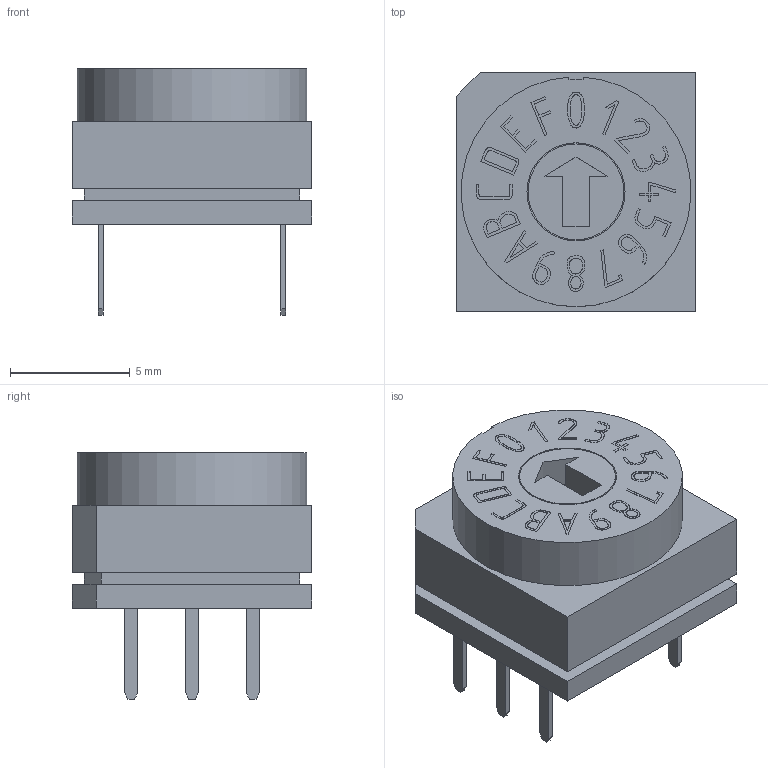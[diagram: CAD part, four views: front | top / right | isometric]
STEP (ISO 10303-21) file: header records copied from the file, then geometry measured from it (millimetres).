
FILE_DESCRIPTION(/* description */ ('Unknown'),/* implementation_level */ '2;1');
FILE_NAME(/* name */ 'SW_Wurth_WS-ROTV_428527320916',/* time_stamp */ '2025-09-17T17:55:01+08:00',/* author */ ('Unknown'),/* organization */ ('Unknown'),/* preprocessor_version */ 'ST-DEVELOPER v19.4',/* originating_system */ 'Solid Edge',/* authorisation */ 'Unknown');
FILE_SCHEMA (('AUTOMOTIVE_DESIGN {1 0 10303 214 3 1 1}'));
Length unit declared in the file: millimetre
Products named in the file (2): SW_Wurth_WS-ROTV_428527320916
Assembly tree (1 placements, depth 2):
  SW_Wurth_WS-ROTV_428527320916
    SW_Wurth_WS-ROTV_428527320916
Bounding box: 10 x 10 x 10.3 mm (x, y, z)
Volume: 574.2 mm3; surface area: 573.7 mm2
Topology: 1 solids, 1 shells, 232 faces, 579 edges, 386 vertices
Faces by surface type: plane 186, bspline 42, cylinder 4
Full cylindrical faces by diameter (mm): 4 x1, 4.1 x1
Entity records: 9704 total; most frequent: CARTESIAN_POINT 3129, ORIENTED_EDGE 1146, DIRECTION 707, EDGE_CURVE 573, VERTEX_POINT 386, LINE 307, VECTOR 307, EDGE_LOOP 275
